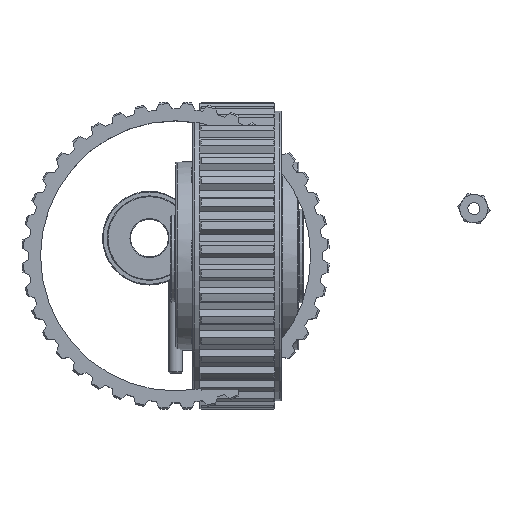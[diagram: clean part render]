
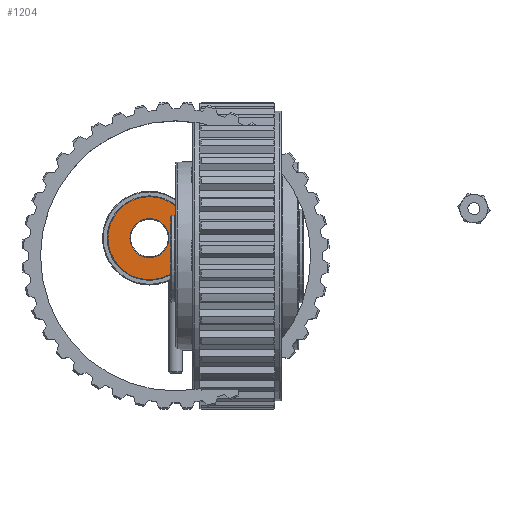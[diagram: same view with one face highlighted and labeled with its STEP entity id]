
A CAD part, top view. The second image highlights one B-rep face of the part: STEP entity #1204.
In plain terms, the highlighted planar face has unit normal (0, 0, 1).
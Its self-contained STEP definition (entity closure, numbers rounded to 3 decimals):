
#1204 = ADVANCED_FACE( '', ( #2936, #2937 ), #2938, .F. );
#2936 = FACE_BOUND( '', #6543, .T. );
#2937 = FACE_OUTER_BOUND( '', #6544, .T. );
#2938 = PLANE( '', #6545 );
#6543 = EDGE_LOOP( '', ( #12648 ) );
#6544 = EDGE_LOOP( '', ( #12649 ) );
#6545 = AXIS2_PLACEMENT_3D( '', #12650, #12651, #12652 );
#12648 = ORIENTED_EDGE( '', *, *, #14602, .T. );
#12649 = ORIENTED_EDGE( '', *, *, #14600, .T. );
#12650 = CARTESIAN_POINT( '', ( -8.862, 6.042, 7.95 ) );
#12651 = DIRECTION( '', ( 0., 0., -1. ) );
#12652 = DIRECTION( '', ( 0., -1., 0. ) );
#14600 = EDGE_CURVE( '', #17756, #17756, #17757, .T. );
#14602 = EDGE_CURVE( '', #17760, #17760, #17761, .T. );
#17756 = VERTEX_POINT( '', #23272 );
#17757 = CIRCLE( '', #23273, 14.034 );
#17760 = VERTEX_POINT( '', #23276 );
#17761 = CIRCLE( '', #23277, 6.604 );
#23272 = CARTESIAN_POINT( '', ( -22.895, 6.042, 7.95 ) );
#23273 = AXIS2_PLACEMENT_3D( '', #26806, #26807, #26808 );
#23276 = CARTESIAN_POINT( '', ( -15.466, 6.042, 7.95 ) );
#23277 = AXIS2_PLACEMENT_3D( '', #26812, #26813, #26814 );
#26806 = CARTESIAN_POINT( '', ( -8.862, 6.042, 7.95 ) );
#26807 = DIRECTION( '', ( 0., 0., 1. ) );
#26808 = DIRECTION( '', ( -1., 0., 0. ) );
#26812 = CARTESIAN_POINT( '', ( -8.862, 6.042, 7.95 ) );
#26813 = DIRECTION( '', ( 0., 0., -1. ) );
#26814 = DIRECTION( '', ( -1., 0., 0. ) );
